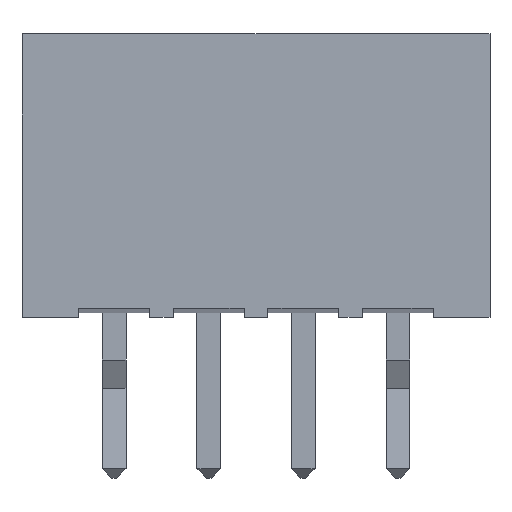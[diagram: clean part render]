
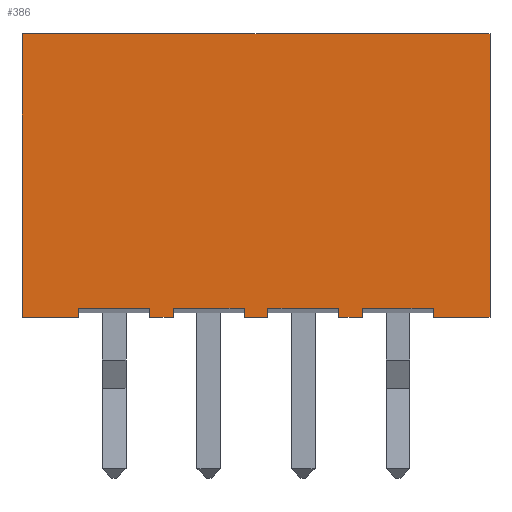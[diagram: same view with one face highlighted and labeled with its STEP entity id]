
A CAD part, front view. The second image highlights one B-rep face of the part: STEP entity #386.
In plain terms, the highlighted planar face has unit normal (0, -1, 0).
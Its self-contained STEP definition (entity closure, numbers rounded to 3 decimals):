
#32 = VERTEX_POINT('',#33);
#33 = CARTESIAN_POINT('',(7.95,-2.8,0.));
#39 = EDGE_CURVE('',#40,#32,#42,.T.);
#40 = VERTEX_POINT('',#41);
#41 = CARTESIAN_POINT('',(6.75,-2.8,0.));
#42 = LINE('',#43,#44);
#43 = CARTESIAN_POINT('',(-1.95,-2.8,0.));
#44 = VECTOR('',#45,1.);
#45 = DIRECTION('',(1.,0.,0.));
#352 = EDGE_CURVE('',#353,#40,#355,.T.);
#353 = VERTEX_POINT('',#354);
#354 = CARTESIAN_POINT('',(6.75,-2.8,0.2));
#355 = LINE('',#356,#357);
#356 = CARTESIAN_POINT('',(6.75,-2.8,0.2));
#357 = VECTOR('',#358,1.);
#358 = DIRECTION('',(-0.,0.,-1.));
#386 = ADVANCED_FACE('',(#387),#533,.F.);
#387 = FACE_BOUND('',#388,.F.);
#388 = EDGE_LOOP('',(#389,#399,#407,#415,#421,#422,#423,#431,#439,#447,
#455,#463,#471,#479,#487,#495,#503,#511,#519,#527));
#389 = ORIENTED_EDGE('',*,*,#390,.F.);
#390 = EDGE_CURVE('',#391,#393,#395,.T.);
#391 = VERTEX_POINT('',#392);
#392 = CARTESIAN_POINT('',(-1.95,-2.8,0.));
#393 = VERTEX_POINT('',#394);
#394 = CARTESIAN_POINT('',(-0.75,-2.8,0.));
#395 = LINE('',#396,#397);
#396 = CARTESIAN_POINT('',(-1.95,-2.8,0.));
#397 = VECTOR('',#398,1.);
#398 = DIRECTION('',(1.,0.,0.));
#399 = ORIENTED_EDGE('',*,*,#400,.T.);
#400 = EDGE_CURVE('',#391,#401,#403,.T.);
#401 = VERTEX_POINT('',#402);
#402 = CARTESIAN_POINT('',(-1.95,-2.8,6.));
#403 = LINE('',#404,#405);
#404 = CARTESIAN_POINT('',(-1.95,-2.8,0.));
#405 = VECTOR('',#406,1.);
#406 = DIRECTION('',(0.,0.,1.));
#407 = ORIENTED_EDGE('',*,*,#408,.T.);
#408 = EDGE_CURVE('',#401,#409,#411,.T.);
#409 = VERTEX_POINT('',#410);
#410 = CARTESIAN_POINT('',(7.95,-2.8,6.));
#411 = LINE('',#412,#413);
#412 = CARTESIAN_POINT('',(-1.95,-2.8,6.));
#413 = VECTOR('',#414,1.);
#414 = DIRECTION('',(1.,0.,0.));
#415 = ORIENTED_EDGE('',*,*,#416,.F.);
#416 = EDGE_CURVE('',#32,#409,#417,.T.);
#417 = LINE('',#418,#419);
#418 = CARTESIAN_POINT('',(7.95,-2.8,0.));
#419 = VECTOR('',#420,1.);
#420 = DIRECTION('',(0.,0.,1.));
#421 = ORIENTED_EDGE('',*,*,#39,.F.);
#422 = ORIENTED_EDGE('',*,*,#352,.F.);
#423 = ORIENTED_EDGE('',*,*,#424,.T.);
#424 = EDGE_CURVE('',#353,#425,#427,.T.);
#425 = VERTEX_POINT('',#426);
#426 = CARTESIAN_POINT('',(5.25,-2.8,0.2));
#427 = LINE('',#428,#429);
#428 = CARTESIAN_POINT('',(6.75,-2.8,0.2));
#429 = VECTOR('',#430,1.);
#430 = DIRECTION('',(-1.,0.,0.));
#431 = ORIENTED_EDGE('',*,*,#432,.T.);
#432 = EDGE_CURVE('',#425,#433,#435,.T.);
#433 = VERTEX_POINT('',#434);
#434 = CARTESIAN_POINT('',(5.25,-2.8,0.));
#435 = LINE('',#436,#437);
#436 = CARTESIAN_POINT('',(5.25,-2.8,0.2));
#437 = VECTOR('',#438,1.);
#438 = DIRECTION('',(-0.,0.,-1.));
#439 = ORIENTED_EDGE('',*,*,#440,.F.);
#440 = EDGE_CURVE('',#441,#433,#443,.T.);
#441 = VERTEX_POINT('',#442);
#442 = CARTESIAN_POINT('',(4.75,-2.8,0.));
#443 = LINE('',#444,#445);
#444 = CARTESIAN_POINT('',(-1.95,-2.8,0.));
#445 = VECTOR('',#446,1.);
#446 = DIRECTION('',(1.,0.,0.));
#447 = ORIENTED_EDGE('',*,*,#448,.F.);
#448 = EDGE_CURVE('',#449,#441,#451,.T.);
#449 = VERTEX_POINT('',#450);
#450 = CARTESIAN_POINT('',(4.75,-2.8,0.2));
#451 = LINE('',#452,#453);
#452 = CARTESIAN_POINT('',(4.75,-2.8,0.2));
#453 = VECTOR('',#454,1.);
#454 = DIRECTION('',(-0.,0.,-1.));
#455 = ORIENTED_EDGE('',*,*,#456,.T.);
#456 = EDGE_CURVE('',#449,#457,#459,.T.);
#457 = VERTEX_POINT('',#458);
#458 = CARTESIAN_POINT('',(3.25,-2.8,0.2));
#459 = LINE('',#460,#461);
#460 = CARTESIAN_POINT('',(4.75,-2.8,0.2));
#461 = VECTOR('',#462,1.);
#462 = DIRECTION('',(-1.,0.,0.));
#463 = ORIENTED_EDGE('',*,*,#464,.T.);
#464 = EDGE_CURVE('',#457,#465,#467,.T.);
#465 = VERTEX_POINT('',#466);
#466 = CARTESIAN_POINT('',(3.25,-2.8,0.));
#467 = LINE('',#468,#469);
#468 = CARTESIAN_POINT('',(3.25,-2.8,0.2));
#469 = VECTOR('',#470,1.);
#470 = DIRECTION('',(-0.,0.,-1.));
#471 = ORIENTED_EDGE('',*,*,#472,.F.);
#472 = EDGE_CURVE('',#473,#465,#475,.T.);
#473 = VERTEX_POINT('',#474);
#474 = CARTESIAN_POINT('',(2.75,-2.8,0.));
#475 = LINE('',#476,#477);
#476 = CARTESIAN_POINT('',(-1.95,-2.8,0.));
#477 = VECTOR('',#478,1.);
#478 = DIRECTION('',(1.,0.,0.));
#479 = ORIENTED_EDGE('',*,*,#480,.F.);
#480 = EDGE_CURVE('',#481,#473,#483,.T.);
#481 = VERTEX_POINT('',#482);
#482 = CARTESIAN_POINT('',(2.75,-2.8,0.2));
#483 = LINE('',#484,#485);
#484 = CARTESIAN_POINT('',(2.75,-2.8,0.2));
#485 = VECTOR('',#486,1.);
#486 = DIRECTION('',(-0.,0.,-1.));
#487 = ORIENTED_EDGE('',*,*,#488,.T.);
#488 = EDGE_CURVE('',#481,#489,#491,.T.);
#489 = VERTEX_POINT('',#490);
#490 = CARTESIAN_POINT('',(1.25,-2.8,0.2));
#491 = LINE('',#492,#493);
#492 = CARTESIAN_POINT('',(2.75,-2.8,0.2));
#493 = VECTOR('',#494,1.);
#494 = DIRECTION('',(-1.,0.,0.));
#495 = ORIENTED_EDGE('',*,*,#496,.T.);
#496 = EDGE_CURVE('',#489,#497,#499,.T.);
#497 = VERTEX_POINT('',#498);
#498 = CARTESIAN_POINT('',(1.25,-2.8,0.));
#499 = LINE('',#500,#501);
#500 = CARTESIAN_POINT('',(1.25,-2.8,0.2));
#501 = VECTOR('',#502,1.);
#502 = DIRECTION('',(-0.,0.,-1.));
#503 = ORIENTED_EDGE('',*,*,#504,.F.);
#504 = EDGE_CURVE('',#505,#497,#507,.T.);
#505 = VERTEX_POINT('',#506);
#506 = CARTESIAN_POINT('',(0.75,-2.8,0.));
#507 = LINE('',#508,#509);
#508 = CARTESIAN_POINT('',(-1.95,-2.8,0.));
#509 = VECTOR('',#510,1.);
#510 = DIRECTION('',(1.,0.,0.));
#511 = ORIENTED_EDGE('',*,*,#512,.F.);
#512 = EDGE_CURVE('',#513,#505,#515,.T.);
#513 = VERTEX_POINT('',#514);
#514 = CARTESIAN_POINT('',(0.75,-2.8,0.2));
#515 = LINE('',#516,#517);
#516 = CARTESIAN_POINT('',(0.75,-2.8,0.2));
#517 = VECTOR('',#518,1.);
#518 = DIRECTION('',(-0.,0.,-1.));
#519 = ORIENTED_EDGE('',*,*,#520,.T.);
#520 = EDGE_CURVE('',#513,#521,#523,.T.);
#521 = VERTEX_POINT('',#522);
#522 = CARTESIAN_POINT('',(-0.75,-2.8,0.2));
#523 = LINE('',#524,#525);
#524 = CARTESIAN_POINT('',(0.75,-2.8,0.2));
#525 = VECTOR('',#526,1.);
#526 = DIRECTION('',(-1.,0.,0.));
#527 = ORIENTED_EDGE('',*,*,#528,.T.);
#528 = EDGE_CURVE('',#521,#393,#529,.T.);
#529 = LINE('',#530,#531);
#530 = CARTESIAN_POINT('',(-0.75,-2.8,0.2));
#531 = VECTOR('',#532,1.);
#532 = DIRECTION('',(-0.,0.,-1.));
#533 = PLANE('',#534);
#534 = AXIS2_PLACEMENT_3D('',#535,#536,#537);
#535 = CARTESIAN_POINT('',(-1.95,-2.8,0.));
#536 = DIRECTION('',(0.,1.,0.));
#537 = DIRECTION('',(1.,0.,0.));
